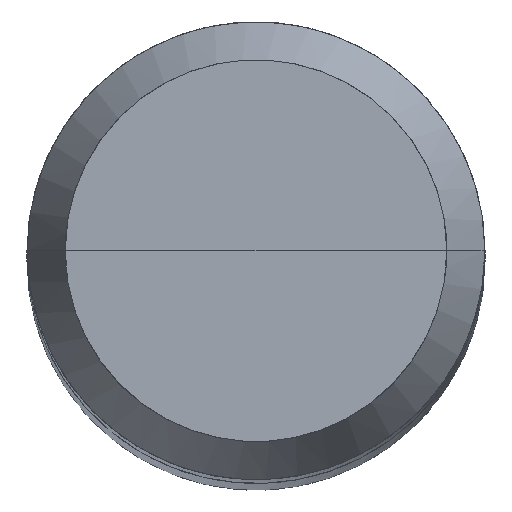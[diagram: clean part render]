
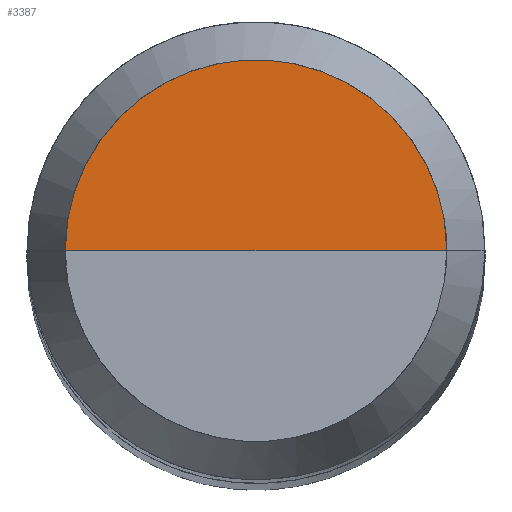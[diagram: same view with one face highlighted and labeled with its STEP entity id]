
A CAD part, top view. The second image highlights one B-rep face of the part: STEP entity #3387.
In plain terms, the highlighted free-form (B-spline) face has degree [1, 2] with [2, 5] control points.
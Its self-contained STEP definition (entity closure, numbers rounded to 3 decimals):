
#3121=CARTESIAN_POINT('',(5.0,0.0,52.0));
#3122=CARTESIAN_POINT('',(5.0,5.0,52.0));
#3123=CARTESIAN_POINT('',(0.0,5.0,52.0));
#3124=CARTESIAN_POINT('',(-5.0,5.0,52.0));
#3125=CARTESIAN_POINT('',(-5.0,0.0,52.0));
#3126=CARTESIAN_POINT('',(0.0,0.0,52.0));
#3372=(
BOUNDED_SURFACE()
B_SPLINE_SURFACE(1,2,(
(#3121,#3122,#3123,#3124,#3125),
(#3126,#3126,#3126,#3126,#3126)
), .UNSPECIFIED.,.F.,.F.,.F.)
B_SPLINE_SURFACE_WITH_KNOTS((2,2),(3,2,3),(
0.0,1.0),(
0.0,0.5,1.0), .UNSPECIFIED.)
GEOMETRIC_REPRESENTATION_ITEM()
RATIONAL_B_SPLINE_SURFACE(((1.0,0.707,1.0,0.707,1.0),
(1.0,0.707,1.0,0.707,1.0)
))
REPRESENTATION_ITEM('')
SURFACE()
);
#3373=(
BOUNDED_CURVE()
B_SPLINE_CURVE(2,(#3125,#3124,#3123,#3122,#3121),.UNSPECIFIED.,.F.,.F.)
B_SPLINE_CURVE_WITH_KNOTS((3,2,3),
(0.0,0.5,1.0),.UNSPECIFIED.)
CURVE()
GEOMETRIC_REPRESENTATION_ITEM()
RATIONAL_B_SPLINE_CURVE((1.0,0.707,1.0,0.707,1.0))
REPRESENTATION_ITEM('')
);
#3374=(
BOUNDED_CURVE()
B_SPLINE_CURVE(1,(#3121,#3126),.UNSPECIFIED.,.F.,.F.)
B_SPLINE_CURVE_WITH_KNOTS((2,2),
(0.0,1.0),.UNSPECIFIED.)
CURVE()
GEOMETRIC_REPRESENTATION_ITEM()
RATIONAL_B_SPLINE_CURVE((1.0,1.0))
REPRESENTATION_ITEM('')
);
#3375=(
BOUNDED_CURVE()
B_SPLINE_CURVE(1,(#3126,#3125),.UNSPECIFIED.,.F.,.F.)
B_SPLINE_CURVE_WITH_KNOTS((2,2),
(0.0,1.0),.UNSPECIFIED.)
CURVE()
GEOMETRIC_REPRESENTATION_ITEM()
RATIONAL_B_SPLINE_CURVE((1.0,1.0))
REPRESENTATION_ITEM('')
);
#3376=VERTEX_POINT('',#3121);
#3377=VERTEX_POINT('',#3125);
#3378=VERTEX_POINT('',#3126);
#3379=EDGE_CURVE('',#3377,#3376,#3373,.T.);
#3380=EDGE_CURVE('',#3376,#3378,#3374,.T.);
#3381=EDGE_CURVE('',#3378,#3377,#3375,.T.);
#3382=ORIENTED_EDGE('',*,*,#3379,.T.);
#3383=ORIENTED_EDGE('',*,*,#3380,.T.);
#3384=ORIENTED_EDGE('',*,*,#3381,.T.);
#3385=EDGE_LOOP('',(#3382,#3383,#3384));
#3386=FACE_OUTER_BOUND('',#3385,.T.);
#3387=ADVANCED_FACE('',(#3386),#3372,.T.);
